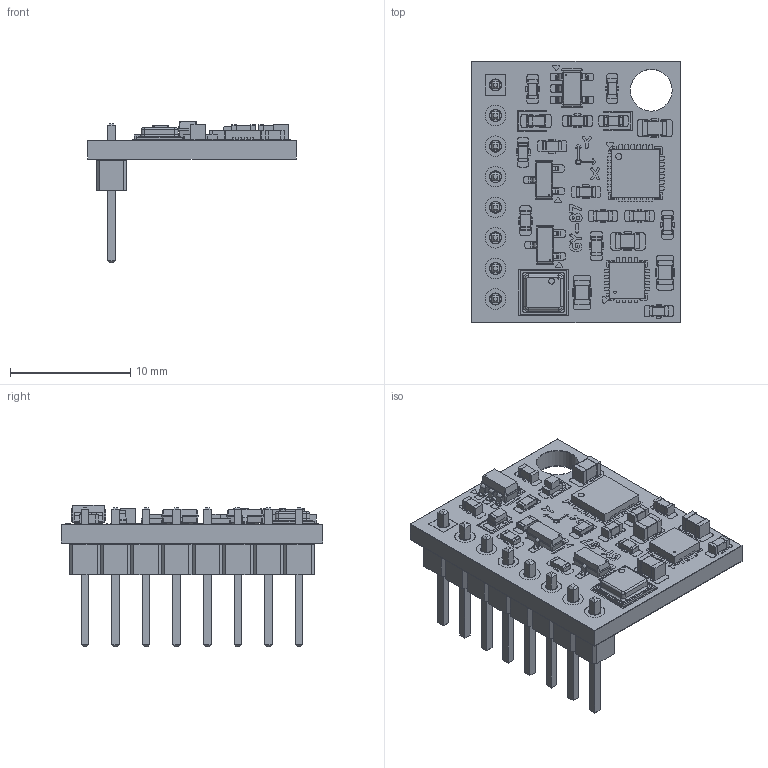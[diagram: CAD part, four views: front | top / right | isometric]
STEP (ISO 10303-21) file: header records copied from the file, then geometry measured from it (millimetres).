
FILE_DESCRIPTION(('KiCad electronic assembly'),'2;1');
FILE_NAME('GY87_10DOF_IMU.step','2025-08-17T00:20:31',('Pcbnew'),( 'Kicad'),'Open CASCADE STEP processor 7.8','KiCad to STEP converter' ,'Unknown');
FILE_SCHEMA(('AUTOMOTIVE_DESIGN { 1 0 10303 214 1 1 1 1 }'));
Length unit declared in the file: millimetre
Products named in the file (16): GY87_10DOF_IMU 1; C_0603_1608Metric; QFN-24-1EP_4x4mm_P0.5mm_EP2.7x2.7mm; SOT-23-5; SOT-23; LED_0603_1608Metric; BMP180; QFN-16-1EP_3x3mm_P0.5mm_EP1.7x1.7mm; CP_EIA-1608-10_AVX-L; R_0603_1608Metric; C_0805_2012Metric; PinHeader_1x08_P2.54mm_Vertical; GY87_10DOF_IMU_pad; GY87_10DOF_IMU_silkscreen; GY87_10DOF_IMU_soldermask; GY87_10DOF_IMU_PCB
Assembly tree (29 placements, depth 2):
  GY87_10DOF_IMU 1
    C_0603_1608Metric  x6
    QFN-24-1EP_4x4mm_P0.5mm_EP2.7x2.7mm
    SOT-23-5
    SOT-23  x2
    LED_0603_1608Metric
    BMP180
    QFN-16-1EP_3x3mm_P0.5mm_EP1.7x1.7mm
    CP_EIA-1608-10_AVX-L
    R_0603_1608Metric  x6
    C_0805_2012Metric  x4
    PinHeader_1x08_P2.54mm_Vertical
    GY87_10DOF_IMU_pad
    GY87_10DOF_IMU_silkscreen
    GY87_10DOF_IMU_soldermask
    GY87_10DOF_IMU_PCB
Bounding box: 17.3 x 21.7 x 11.77 mm (x, y, z)
Volume: 771.1 mm3; surface area: 2568.3 mm2
Topology: 167 solids, 236 shells, 2525 faces, 7252 edges, 5185 vertices
Faces by surface type: plane 1752, cylinder 709, bspline 56, revolution 4, torus 4
Full cylindrical faces by diameter (mm): 0.15 x20, 0.2 x9, 0.5 x9, 0.95 x24, 1 x16, 1.7 x14, 3.5 x1
Entity records: 78927 total; most frequent: CARTESIAN_POINT 12991, DIRECTION 11964, ORIENTED_EDGE 11082, EDGE_CURVE 6163, VERTEX_POINT 4474, LINE 4394, VECTOR 4394, AXIS2_PLACEMENT_3D 3783
